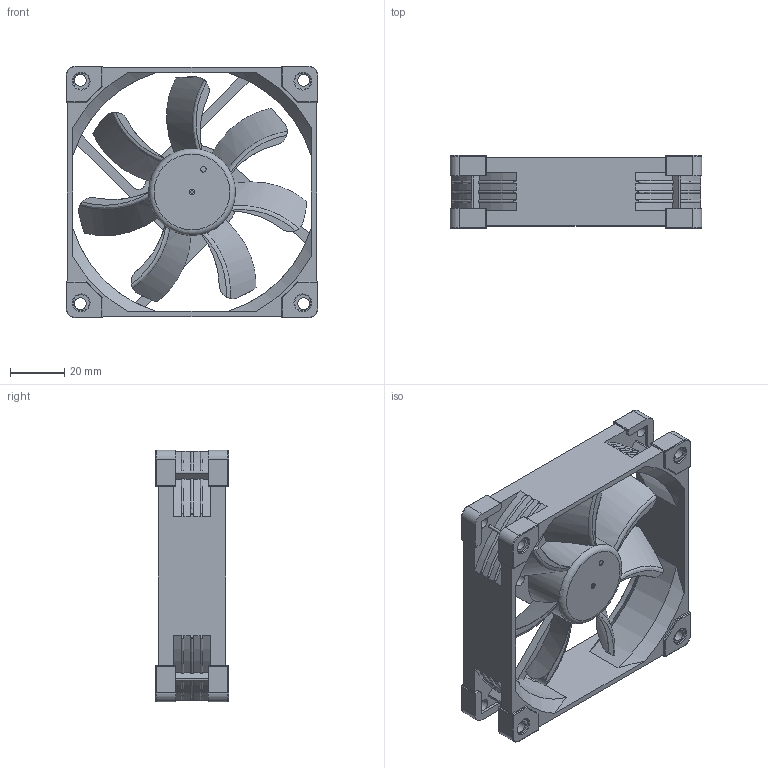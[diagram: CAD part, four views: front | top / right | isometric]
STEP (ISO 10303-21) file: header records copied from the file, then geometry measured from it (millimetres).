
FILE_DESCRIPTION(/* description */ (''),/* implementation_level */ '2;1');
FILE_NAME(/* name */ 'Noctua v6.step',/* time_stamp */ '2023-01-13T22:35:55+01:00',/* author */ (''),/* organization */ (''),/* preprocessor_version */ 'ST-DEVELOPER v19.2',/* originating_system */ 'Autodesk Translation Framework v11.17.0.187',/* authorisation */ '');
FILE_SCHEMA (('AUTOMOTIVE_DESIGN { 1 0 10303 214 3 1 1 }'));
Length unit declared in the file: millimetre
Products named in the file (1): Noctua
Bounding box: 93 x 27 x 93 mm (x, y, z)
Volume: 61966.5 mm3; surface area: 43684.4 mm2
Topology: 10 solids, 10 shells, 662 faces, 1756 edges, 1126 vertices
Faces by surface type: cylinder 313, plane 253, torus 50, sphere 31, cone 8, bspline 7
Full cylindrical faces by diameter (mm): 1 x1, 2 x2, 2.5 x8, 4.4 x8, 6 x8
Entity records: 22252 total; most frequent: CARTESIAN_POINT 5459, DIRECTION 3568, ORIENTED_EDGE 3512, EDGE_CURVE 1756, AXIS2_PLACEMENT_3D 1314, VERTEX_POINT 1126, LINE 940, VECTOR 940
